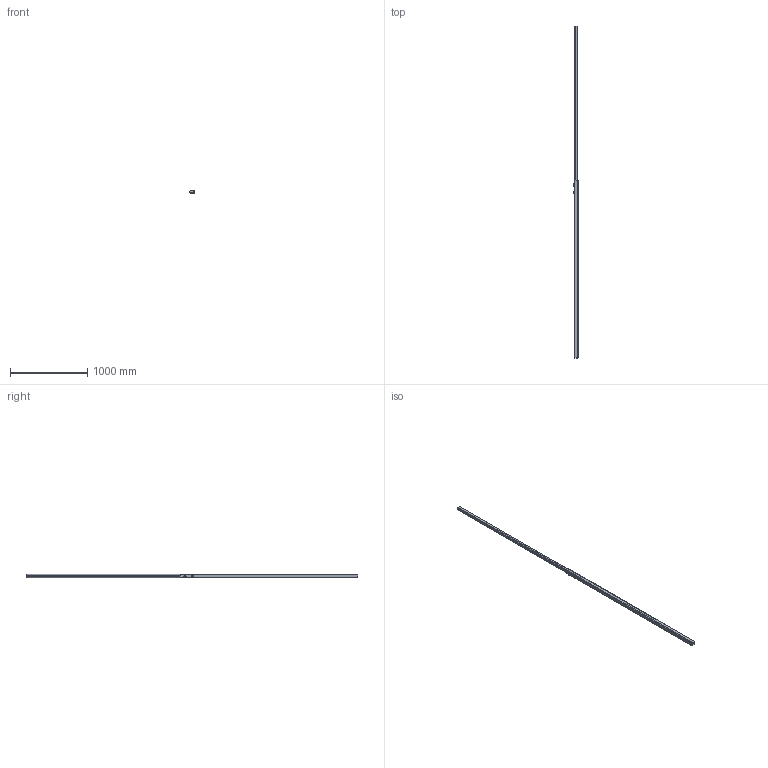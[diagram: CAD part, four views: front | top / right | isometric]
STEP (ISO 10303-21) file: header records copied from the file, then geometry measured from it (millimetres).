
FILE_DESCRIPTION(/* description */ (''),/* implementation_level */ '2;1');
FILE_NAME(/* name */ 'TL_50_40.stp',/* time_stamp */ '2025-04-12T17:23:20+03:00',/* author */ ('User'),/* organization */ (''),/* preprocessor_version */ 'ST-DEVELOPER v19',/* originating_system */ 'Autodesk Inventor 2023',/* authorisation */ '');
FILE_SCHEMA (('AUTOMOTIVE_DESIGN { 1 0 10303 214 3 1 1 }'));
Length unit declared in the file: millimetre
Products named in the file (12): TL_50_40; TL_40; Frame 1744350249535; Skeleton 1744350249536; ISO 10799-2 40x40x4 1744350251503; TL_50; TL_FRAME; Frame 1744350148962; Skeleton 1744350148993; ISO 10799-2 50x50x4 1744350151616; ANSI B18.2.3.5M - M16 x 2 x 65; ANSI B 18.2.4.1 M - M16 x 2
Assembly tree (14 placements, depth 4):
  TL_50_40
    TL_40
      TL_FRAME
      Frame 1744350249535
        Skeleton 1744350249536
        ISO 10799-2 40x40x4 1744350251503
    TL_50
      TL_FRAME
      Frame 1744350148962
        Skeleton 1744350148993
        ISO 10799-2 50x50x4 1744350151616
    ANSI B18.2.3.5M - M16 x 2 x 65  x2
    ANSI B 18.2.4.1 M - M16 x 2  x2
Bounding box: 75.75 x 4300 x 50 mm (x, y, z)
Volume: 2868603.9 mm3; surface area: 1430036 mm2
Topology: 6 solids, 6 shells, 126 faces, 300 edges, 190 vertices
Faces by surface type: plane 54, cone 42, cylinder 28, torus 2
Full cylindrical faces by diameter (mm): 13.835 x2, 16 x10
Entity records: 2962 total; most frequent: CARTESIAN_POINT 527, DIRECTION 473, ORIENTED_EDGE 418, EDGE_CURVE 209, AXIS2_PLACEMENT_3D 189, VERTEX_POINT 133, EDGE_LOOP 108, LINE 95
